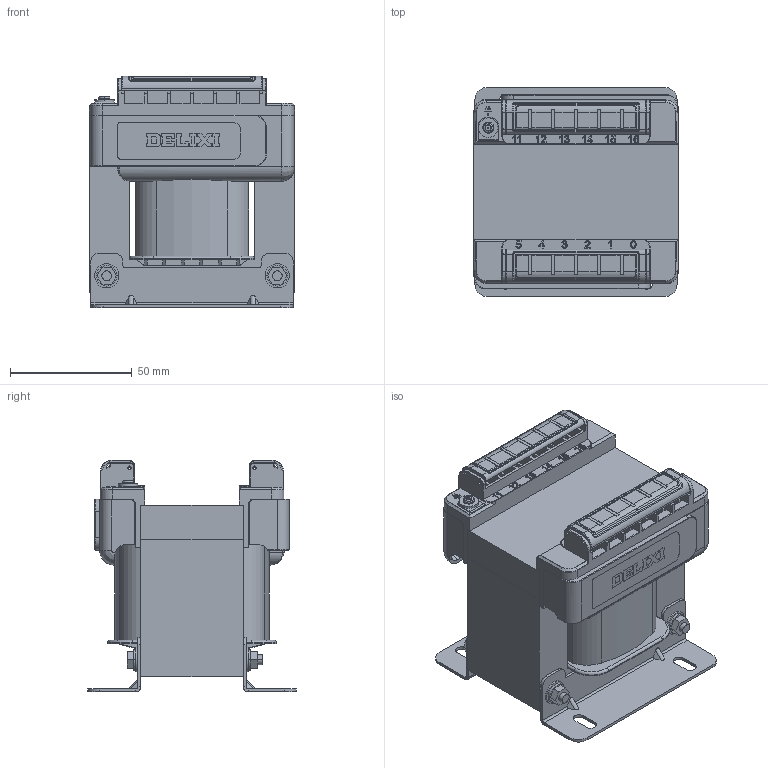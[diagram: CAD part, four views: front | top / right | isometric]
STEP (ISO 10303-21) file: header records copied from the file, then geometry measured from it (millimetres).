
FILE_DESCRIPTION((''),'2;1');
FILE_NAME('100_ZUIHOU_ASM','2022-09-26T',('Administrator'),(''),'PRO/ENGINEER BY PARAMETRIC TECHNOLOGY CORPORATION, 2008380','PRO/ENGINEER BY PARAMETRIC TECHNOLOGY CORPORATION, 2008380','');
FILE_SCHEMA(('CONFIG_CONTROL_DESIGN'));
Length unit declared in the file: millimetre
Products named in the file (16): MANIFOLD_SOLID_BREP_236; MANIFOLD_SOLID_BREP_237; MANIFOLD_SOLID_BREP_238; MANIFOLD_SOLID_BREP_239; MANIFOLD_SOLID_BREP_240; MANIFOLD_SOLID_BREP_241; MANIFOLD_SOLID_BREP_242; MANIFOLD_SOLID_BREP_244; MANIFOLD_SOLID_BREP_245; MANIFOLD_SOLID_BREP_246; MANIFOLD_SOLID_BREP_247; ADMI98CEMIUX_ASM; PRT0001; PRT0002; PRT0003; 100_ZUIHOU_ASM
Assembly tree (25 placements, depth 3):
  100_ZUIHOU_ASM
    ADMI98CEMIUX_ASM
      MANIFOLD_SOLID_BREP_236
      MANIFOLD_SOLID_BREP_237
      MANIFOLD_SOLID_BREP_238
      MANIFOLD_SOLID_BREP_239
      MANIFOLD_SOLID_BREP_240
      MANIFOLD_SOLID_BREP_241
      MANIFOLD_SOLID_BREP_242
      MANIFOLD_SOLID_BREP_244
      MANIFOLD_SOLID_BREP_245
      MANIFOLD_SOLID_BREP_246
      MANIFOLD_SOLID_BREP_247
    PRT0001  x4
    PRT0002  x4
    PRT0003  x4
    MANIFOLD_SOLID_BREP_245
Bounding box: 84.4 x 85.8 x 95 mm (x, y, z)
Volume: 318190.5 mm3; surface area: 105301.9 mm2
Topology: 24 solids, 24 shells, 2699 faces, 7478 edges, 4870 vertices
Faces by surface type: plane 1608, cylinder 689, extrusion 188, bspline 108, torus 72, cone 20, sphere 12, revolution 2
Entity records: 80085 total; most frequent: CARTESIAN_POINT 21596, ORIENTED_EDGE 12874, DIRECTION 10834, EDGE_CURVE 6437, VECTOR 4565, LINE 4377, VERTEX_POINT 4186, AXIS2_PLACEMENT_3D 3134
